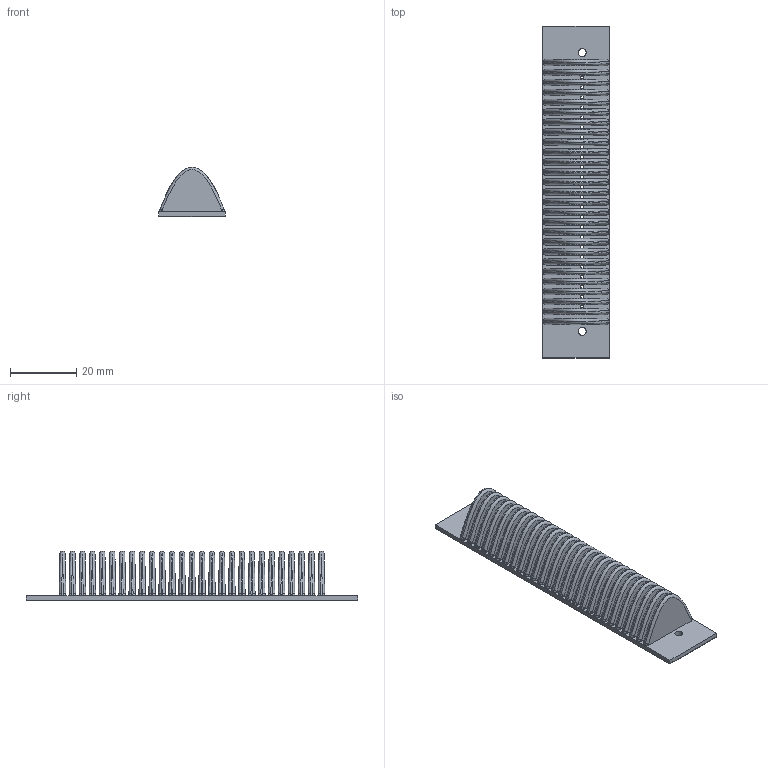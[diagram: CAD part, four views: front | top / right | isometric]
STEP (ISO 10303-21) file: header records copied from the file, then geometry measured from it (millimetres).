
FILE_DESCRIPTION (( 'STEP AP214' ), '1' );
FILE_NAME ('peigne_brosse_timo.STEP', '2021-02-01T09:00:59', ( '' ), ( '' ), 'SwSTEP 2.0', 'SolidWorks 2020', '' );
FILE_SCHEMA (( 'AUTOMOTIVE_DESIGN' ));
Length unit declared in the file: millimetre
Products named in the file (1): peigne_brosse_timo
Bounding box: 20 x 100 x 15 mm (x, y, z)
Volume: 11415.2 mm3; surface area: 14286.9 mm2
Topology: 1 solids, 1 shells, 598 faces, 1516 edges, 790 vertices
Faces by surface type: bspline 297, plane 117, cone 108, cylinder 68, torus 8
Entity records: 31518 total; most frequent: CARTESIAN_POINT 19414, ORIENTED_EDGE 2816, DIRECTION 2192, EDGE_CURVE 1408, AXIS2_PLACEMENT_3D 918, VERTEX_POINT 790, EDGE_LOOP 628, CIRCLE 616
